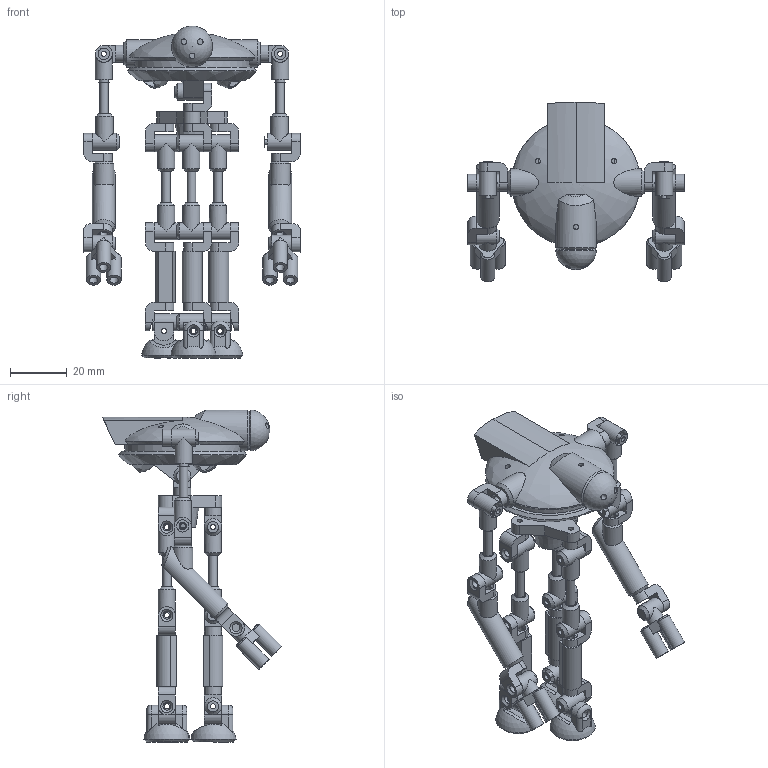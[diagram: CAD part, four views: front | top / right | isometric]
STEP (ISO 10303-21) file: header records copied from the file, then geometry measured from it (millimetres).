
FILE_DESCRIPTION(/* description */ (''),/* implementation_level */ '2;1');
FILE_NAME(/* name */ 'MarsRobo v5.step',/* time_stamp */ '2021-08-09T09:50:03+09:00',/* author */ (''),/* organization */ (''),/* preprocessor_version */ 'ST-DEVELOPER v18.1',/* originating_system */ 'Autodesk Translation Framework v10.9.0.1377',/* authorisation */ '');
FILE_SCHEMA (('AUTOMOTIVE_DESIGN { 1 0 10303 214 3 1 1 }'));
Length unit declared in the file: millimetre
Products named in the file (8): MarsRobo; Body; Arm; Reg1; RegB; Reg2; Reg3; ArmR
Assembly tree (7 placements, depth 3):
  MarsRobo
    Body
    Arm
    Reg1
      RegB
    Reg2
    Reg3
    ArmR
Bounding box: 76.01 x 62.99 x 116.68 mm (x, y, z)
Volume: 44520.4 mm3; surface area: 32000.8 mm2
Topology: 50 solids, 50 shells, 620 faces, 1416 edges, 919 vertices
Faces by surface type: plane 281, cylinder 219, cone 89, bspline 24, sphere 4, torus 3
Full cylindrical faces by diameter (mm): 1.8 x35, 2 x3, 2.7 x40, 2.8 x1, 3 x11, 3.2 x11, 5 x6, 6 x28, 6.4 x3, 7 x2, 9.6 x2, 14.4 x1
Entity records: 22624 total; most frequent: CARTESIAN_POINT 7995, DIRECTION 3048, ORIENTED_EDGE 2826, EDGE_CURVE 1413, AXIS2_PLACEMENT_3D 1199, VERTEX_POINT 919, EDGE_LOOP 798, LINE 650
